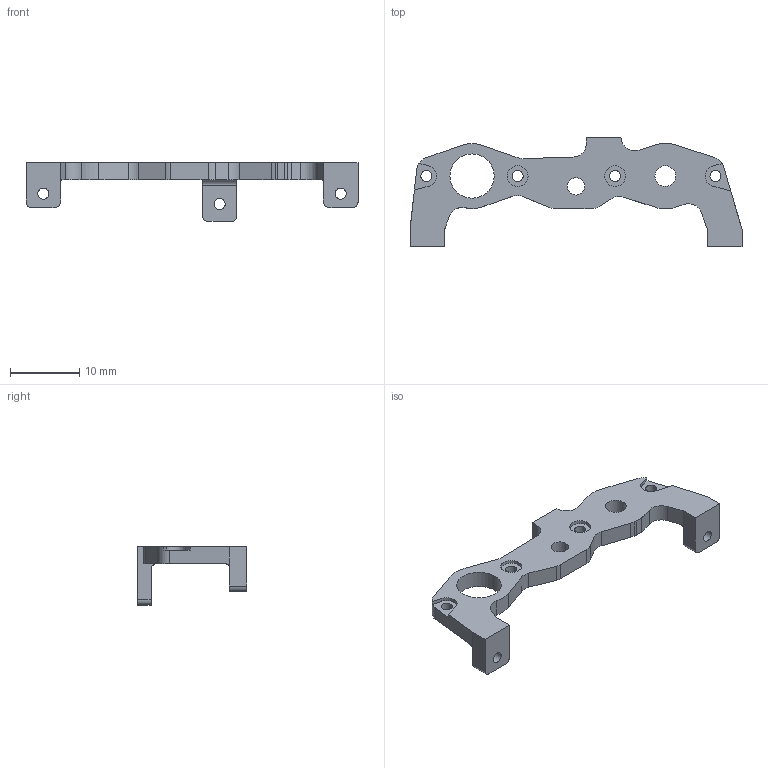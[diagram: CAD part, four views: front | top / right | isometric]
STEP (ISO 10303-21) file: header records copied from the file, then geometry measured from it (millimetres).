
FILE_DESCRIPTION(/* description */ (''),/* implementation_level */ '2;1');
FILE_NAME(/* name */ 'motormount-r.stp',/* time_stamp */ '2025-02-09T08:57:43+09:00',/* author */ ('IshiiLabHonda'),/* organization */ (''),/* preprocessor_version */ 'ST-DEVELOPER v19.2',/* originating_system */ 'Autodesk Inventor 2023',/* authorisation */ '');
FILE_SCHEMA (('AUTOMOTIVE_DESIGN { 1 0 10303 214 3 1 1 }'));
Length unit declared in the file: millimetre
Products named in the file (1): motormount-r
Bounding box: 48 x 15.8 x 8.5 mm (x, y, z)
Volume: 1042.7 mm3; surface area: 1421.5 mm2
Topology: 1 solids, 1 shells, 82 faces, 415 edges, 525 vertices
Faces by surface type: cylinder 41, plane 41
Full cylindrical faces by diameter (mm): 1.6 x7, 2.5 x1, 3 x3, 6.4 x1
Entity records: 3802 total; most frequent: CARTESIAN_POINT 855, DIRECTION 651, ORIENTED_EDGE 458, AXIS2_PLACEMENT_3D 253, EDGE_CURVE 229, STYLED_ITEM 187, CIRCLE 166, VERTEX_POINT 151
